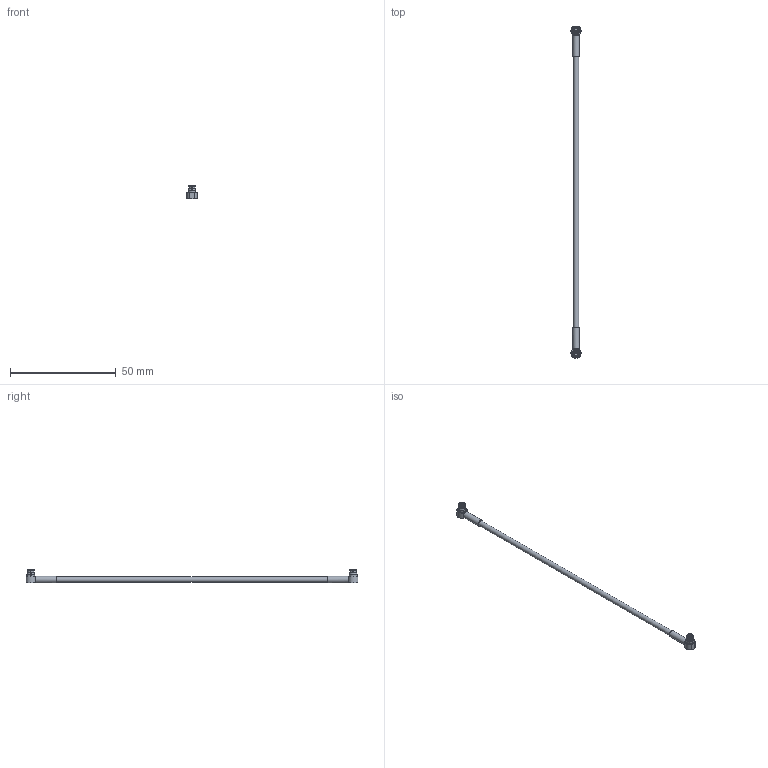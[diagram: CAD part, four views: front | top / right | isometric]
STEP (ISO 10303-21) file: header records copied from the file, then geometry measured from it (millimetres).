
FILE_DESCRIPTION(/* description */ ('Unknown'),/* implementation_level */ '2;1');
FILE_NAME(/* name */ '65503521215301',/* time_stamp */ '2020-01-14T09:44:40+01:00',/* author */ ('Unknown'),/* organization */ ('Unknown'),/* preprocessor_version */ 'ST-DEVELOPER v16.7',/* originating_system */ 'DEX',/* authorisation */ $);
FILE_SCHEMA (('AUTOMOTIVE_DESIGN {1 0 10303 214 3 1 1}'));
Length unit declared in the file: millimetre
Products named in the file (1): 65503521215301
Bounding box: 4.9 x 156.9 x 6.6 mm (x, y, z)
Volume: 981.1 mm3; surface area: 1626.4 mm2
Topology: 1 solids, 1 shells, 217 faces, 584 edges, 380 vertices
Faces by surface type: plane 94, cone 72, cylinder 49, torus 2
Full cylindrical faces by diameter (mm): 0.55 x1, 0.7 x2, 1.2 x1, 1.5 x1, 1.55 x2, 1.7 x1, 2 x5, 2.1 x1, 2.25 x2, 2.6 x2, 3.1 x2
Entity records: 8272 total; most frequent: CARTESIAN_POINT 1580, DIRECTION 1090, ORIENTED_EDGE 1062, EDGE_CURVE 531, AXIS2_PLACEMENT_3D 491, VERTEX_POINT 359, FACE_BOUND 268, EDGE_LOOP 266
